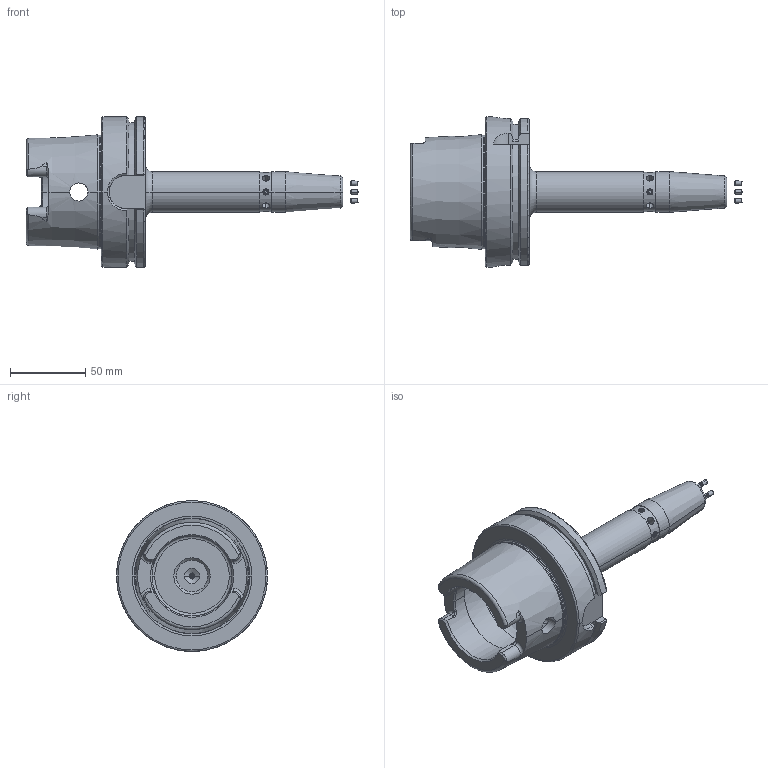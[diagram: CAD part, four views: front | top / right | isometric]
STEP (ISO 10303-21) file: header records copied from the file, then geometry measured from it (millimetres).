
FILE_DESCRIPTION (( 'STEP AP203' ), '1' );
FILE_NAME ('F1A100H-SFK06160.STEP', '2024-09-03T11:03:47', ( '' ), ( '' ), 'SwSTEP 2.0', 'SolidWorks 2024', '' );
FILE_SCHEMA (( 'CONFIG_CONTROL_DESIGN' ));
Length unit declared in the file: millimetre
Products named in the file (5): SCWM5x12-DOUBLE FLAT; GS-M3X5; socket set screw flat point_din_DIN 913 - M3 x 5-N; F1A100H-SFK06160; HSKA100SFK06160WW
Assembly tree (10 placements, depth 2):
  F1A100H-SFK06160
    HSKA100SFK06160WW
    SCWM5x12-DOUBLE FLAT
    socket set screw flat point_din_DIN 913 - M3 x 5-N  x4
    GS-M3X5  x4
Bounding box: 219.98 x 100 x 100 mm (x, y, z)
Volume: 315452.2 mm3; surface area: 66648.1 mm2
Topology: 10 solids, 10 shells, 430 faces, 1041 edges, 628 vertices
Faces by surface type: plane 174, cylinder 126, cone 89, torus 31, bspline 10
Entity records: 12023 total; most frequent: CARTESIAN_POINT 4042, ORIENTED_EDGE 1566, DIRECTION 1486, EDGE_CURVE 783, AXIS2_PLACEMENT_3D 585, VERTEX_POINT 481, EDGE_LOOP 352, FACE_OUTER_BOUND 319
